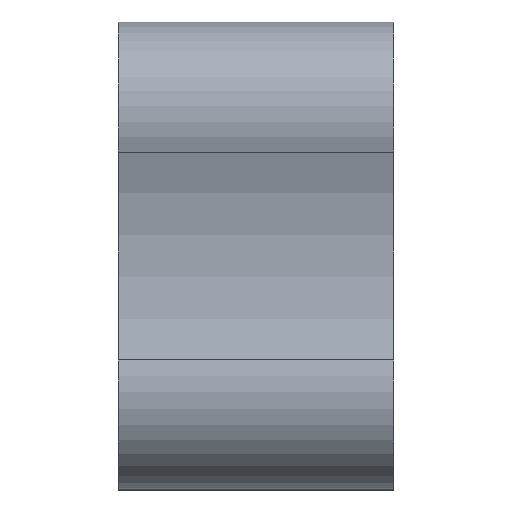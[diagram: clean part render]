
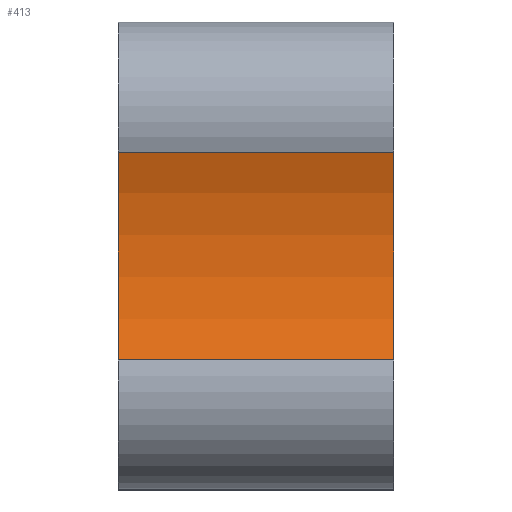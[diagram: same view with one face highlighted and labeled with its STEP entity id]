
A CAD part, front view. The second image highlights one B-rep face of the part: STEP entity #413.
In plain terms, the highlighted cylindrical face has radius 10.786 mm (diameter 21.571 mm), a partial arc.
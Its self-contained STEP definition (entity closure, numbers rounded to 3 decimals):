
#24 = ORIENTED_EDGE ( 'NONE', *, *, #587, .F. ) ;
#45 = VERTEX_POINT ( 'NONE', #1172 ) ;
#64 = EDGE_CURVE ( 'NONE', #667, #872, #1188, .T. ) ;
#79 = DIRECTION ( 'NONE',  ( 0., 0., 1. ) ) ;
#99 = ORIENTED_EDGE ( 'NONE', *, *, #64, .F. ) ;
#240 = CARTESIAN_POINT ( 'NONE',  ( 5., 106.703, 35. ) ) ;
#277 = VECTOR ( 'NONE', #576, 1000. ) ;
#290 = AXIS2_PLACEMENT_3D ( 'NONE', #701, #601, #489 ) ;
#336 = ORIENTED_EDGE ( 'NONE', *, *, #951, .F. ) ;
#340 = DIRECTION ( 'NONE',  ( 0., 0., 1. ) ) ;
#374 = CARTESIAN_POINT ( 'NONE',  ( 5., 116.806, 31.225 ) ) ;
#413 = ADVANCED_FACE ( 'NONE', ( #716 ), #620, .F. ) ;
#447 = CARTESIAN_POINT ( 'NONE',  ( 15., 116.806, 31.225 ) ) ;
#465 = CARTESIAN_POINT ( 'NONE',  ( 5., 116.806, 38.775 ) ) ;
#489 = DIRECTION ( 'NONE',  ( 0., 0., 1. ) ) ;
#533 = CIRCLE ( 'NONE', #963, 10.786 ) ;
#576 = DIRECTION ( 'NONE',  ( 1., 0., 0. ) ) ;
#580 = LINE ( 'NONE', #607, #277 ) ;
#587 = EDGE_CURVE ( 'NONE', #965, #667, #756, .T. ) ;
#601 = DIRECTION ( 'NONE',  ( 1., 0., 0. ) ) ;
#607 = CARTESIAN_POINT ( 'NONE',  ( 5., 116.806, 38.775 ) ) ;
#620 = CYLINDRICAL_SURFACE ( 'NONE', #824, 10.786 ) ;
#640 = DIRECTION ( 'NONE',  ( -1., 0., 0. ) ) ;
#667 = VERTEX_POINT ( 'NONE', #1041 ) ;
#673 = EDGE_LOOP ( 'NONE', ( #24, #336, #996, #99 ) ) ;
#701 = CARTESIAN_POINT ( 'NONE',  ( 5., 106.703, 35. ) ) ;
#716 = FACE_OUTER_BOUND ( 'NONE', #673, .T. ) ;
#731 = EDGE_CURVE ( 'NONE', #872, #45, #580, .T. ) ;
#746 = CARTESIAN_POINT ( 'NONE',  ( 15., 106.703, 35. ) ) ;
#756 = LINE ( 'NONE', #374, #774 ) ;
#774 = VECTOR ( 'NONE', #841, 1000. ) ;
#824 = AXIS2_PLACEMENT_3D ( 'NONE', #240, #1191, #340 ) ;
#841 = DIRECTION ( 'NONE',  ( -1., 0., 0. ) ) ;
#872 = VERTEX_POINT ( 'NONE', #465 ) ;
#951 = EDGE_CURVE ( 'NONE', #45, #965, #533, .T. ) ;
#963 = AXIS2_PLACEMENT_3D ( 'NONE', #746, #640, #79 ) ;
#965 = VERTEX_POINT ( 'NONE', #447 ) ;
#996 = ORIENTED_EDGE ( 'NONE', *, *, #731, .F. ) ;
#1041 = CARTESIAN_POINT ( 'NONE',  ( 5., 116.806, 31.225 ) ) ;
#1172 = CARTESIAN_POINT ( 'NONE',  ( 15., 116.806, 38.775 ) ) ;
#1188 = CIRCLE ( 'NONE', #290, 10.786 ) ;
#1191 = DIRECTION ( 'NONE',  ( -1., 0., 0. ) ) ;
